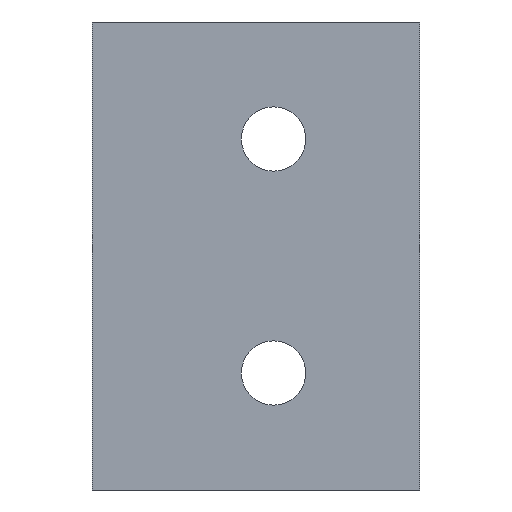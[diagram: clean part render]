
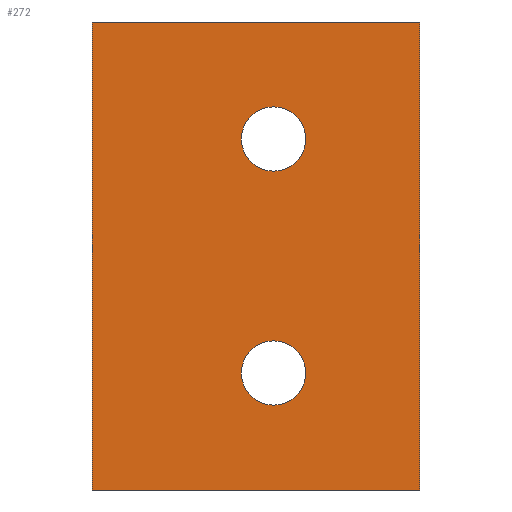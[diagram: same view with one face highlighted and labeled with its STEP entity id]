
A CAD part, left-side view. The second image highlights one B-rep face of the part: STEP entity #272.
In plain terms, the highlighted planar face has unit normal (-1, 0, 0).
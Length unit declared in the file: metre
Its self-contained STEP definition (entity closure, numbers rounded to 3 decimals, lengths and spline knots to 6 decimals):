
#20=CIRCLE('',#306,0.00275);
#21=CIRCLE('',#307,0.00275);
#36=ORIENTED_EDGE('',*,*,#103,.F.);
#37=ORIENTED_EDGE('',*,*,#104,.F.);
#38=ORIENTED_EDGE('',*,*,#105,.F.);
#39=ORIENTED_EDGE('',*,*,#106,.F.);
#40=ORIENTED_EDGE('',*,*,#107,.T.);
#41=ORIENTED_EDGE('',*,*,#108,.T.);
#103=EDGE_CURVE('',#136,#136,#20,.T.);
#104=EDGE_CURVE('',#137,#137,#21,.T.);
#105=EDGE_CURVE('',#138,#139,#157,.T.);
#106=EDGE_CURVE('',#140,#138,#158,.T.);
#107=EDGE_CURVE('',#140,#141,#159,.T.);
#108=EDGE_CURVE('',#141,#139,#160,.T.);
#136=VERTEX_POINT('',#425);
#137=VERTEX_POINT('',#427);
#138=VERTEX_POINT('',#429);
#139=VERTEX_POINT('',#430);
#140=VERTEX_POINT('',#432);
#141=VERTEX_POINT('',#434);
#157=LINE('',#428,#183);
#158=LINE('',#431,#184);
#159=LINE('',#433,#185);
#160=LINE('',#435,#186);
#183=VECTOR('',#350,1.);
#184=VECTOR('',#351,1.);
#185=VECTOR('',#352,1.);
#186=VECTOR('',#353,1.);
#208=EDGE_LOOP('',(#36));
#209=EDGE_LOOP('',(#37));
#210=EDGE_LOOP('',(#38,#39,#40,#41));
#236=FACE_BOUND('',#208,.T.);
#237=FACE_BOUND('',#209,.T.);
#238=FACE_BOUND('',#210,.T.);
#260=PLANE('',#305);
#272=ADVANCED_FACE('',(#236,#237,#238),#260,.T.);
#305=AXIS2_PLACEMENT_3D('',#423,#344,#345);
#306=AXIS2_PLACEMENT_3D('',#424,#346,#347);
#307=AXIS2_PLACEMENT_3D('',#426,#348,#349);
#344=DIRECTION('',(-1.,0.,0.));
#345=DIRECTION('',(0.,0.,1.));
#346=DIRECTION('',(-1.,0.,0.));
#347=DIRECTION('',(0.,0.,1.));
#348=DIRECTION('',(-1.,0.,0.));
#349=DIRECTION('',(0.,0.,1.));
#350=DIRECTION('',(0.,1.,0.));
#351=DIRECTION('',(0.,0.,-1.));
#352=DIRECTION('',(0.,1.,0.));
#353=DIRECTION('',(0.,0.,-1.));
#423=CARTESIAN_POINT('',(0.,-0.014,0.04));
#424=CARTESIAN_POINT('',(0.,-0.0155,0.03));
#425=CARTESIAN_POINT('',(0.,-0.0155,0.03275));
#426=CARTESIAN_POINT('',(0.,-0.0155,0.01));
#427=CARTESIAN_POINT('',(0.,-0.0155,0.01275));
#428=CARTESIAN_POINT('',(0.,-0.014,0.));
#429=CARTESIAN_POINT('',(0.,-0.028,0.));
#430=CARTESIAN_POINT('',(0.,0.,0.));
#431=CARTESIAN_POINT('',(0.,-0.028,0.04));
#432=CARTESIAN_POINT('',(0.,-0.028,0.04));
#433=CARTESIAN_POINT('',(0.,-0.014,0.04));
#434=CARTESIAN_POINT('',(0.,0.,0.04));
#435=CARTESIAN_POINT('',(0.,0.,0.04));
